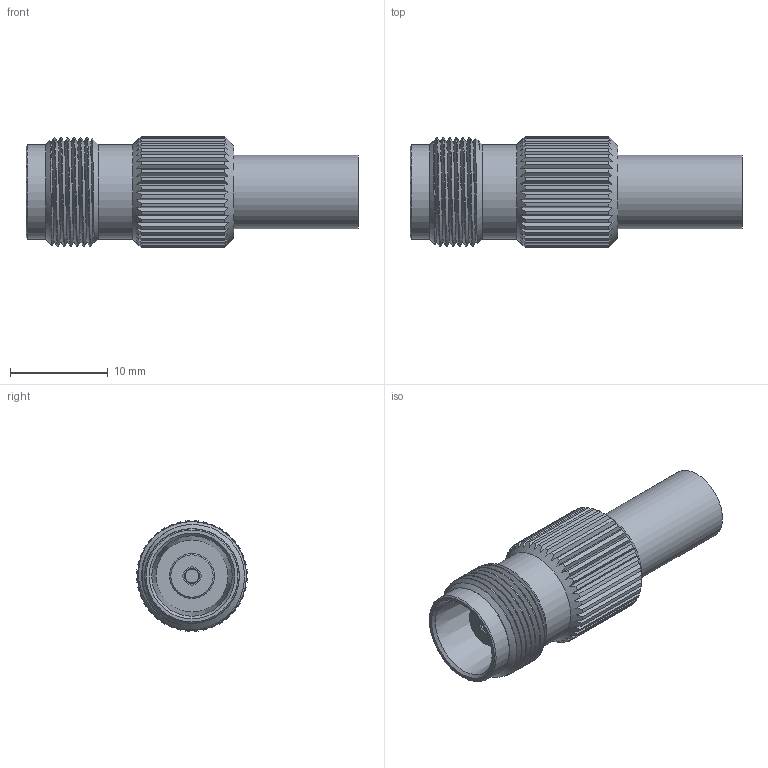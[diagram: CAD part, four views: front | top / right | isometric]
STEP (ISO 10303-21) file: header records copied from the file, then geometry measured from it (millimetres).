
FILE_DESCRIPTION (( 'STEP AP203' ), '1' );
FILE_NAME ('PE44636_3D.step', '2021-06-21T16:11:15', ( '' ), ( '' ), 'SwSTEP 2.0', 'SolidWorks 2020', '' );
FILE_SCHEMA (( 'CONFIG_CONTROL_DESIGN' ));
Length unit declared in the file: inch
Products named in the file (1): PE44636_3D
Bounding box: 33.95 x 11.31 x 11.31 mm (x, y, z)
Volume: 1739.9 mm3; surface area: 2260.5 mm2
Topology: 2 solids, 2 shells, 193 faces, 518 edges, 340 vertices
Faces by surface type: plane 119, cylinder 58, cone 13, bspline 3
Full cylindrical faces by diameter (mm): 1.346 x1, 1.854 x1, 4.2 x1, 4.572 x1, 5.167 x2, 5.267 x1, 5.5 x1, 5.6 x1, 6.6 x1, 7.5 x1, 9.652 x2
Entity records: 7429 total; most frequent: CARTESIAN_POINT 2918, ORIENTED_EDGE 978, DIRECTION 820, EDGE_CURVE 489, VERTEX_POINT 333, AXIS2_PLACEMENT_3D 330, EDGE_LOOP 228, FACE_OUTER_BOUND 206
